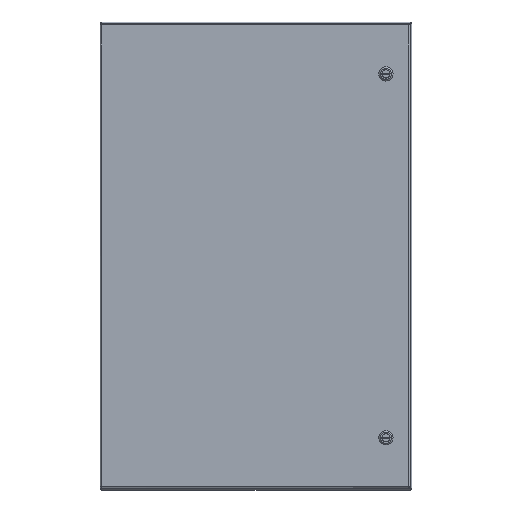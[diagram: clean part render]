
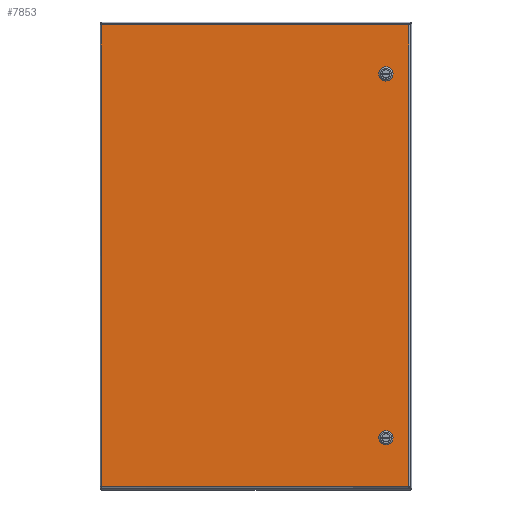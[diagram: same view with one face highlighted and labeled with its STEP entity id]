
A CAD part, top view. The second image highlights one B-rep face of the part: STEP entity #7853.
In plain terms, the highlighted face is planar.
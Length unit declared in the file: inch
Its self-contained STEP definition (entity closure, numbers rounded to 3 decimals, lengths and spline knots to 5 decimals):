
#5778=CARTESIAN_POINT('',(2.08762,4.275,0.0));
#5779=VERTEX_POINT('',#5778);
#5786=CARTESIAN_POINT('',(2.275,4.08762,0.0));
#5787=VERTEX_POINT('',#5786);
#5788=CARTESIAN_POINT('',(1.875,3.875,0.0));
#5789=DIRECTION('',(0.0,0.0,1.0));
#5790=DIRECTION('',(-0.469,-0.883,0.0));
#5791=AXIS2_PLACEMENT_3D('',#5788,#5789,#5790);
#5792=CIRCLE('',#5791,0.453);
#5793=EDGE_CURVE('',#5787,#5779,#5792,.T.);
#5818=CARTESIAN_POINT('',(2.275,3.66238,0.0));
#5819=VERTEX_POINT('',#5818);
#5820=CARTESIAN_POINT('',(2.275,3.66238,0.0));
#5821=DIRECTION('',(0.0,1.0,0.0));
#5822=VECTOR('',#5821,0.42525);
#5823=LINE('',#5820,#5822);
#5824=EDGE_CURVE('',#5819,#5787,#5823,.T.);
#5850=CARTESIAN_POINT('',(2.08762,3.475,0.0));
#5851=VERTEX_POINT('',#5850);
#5852=CARTESIAN_POINT('',(1.875,3.875,0.0));
#5853=DIRECTION('',(0.0,0.0,1.0));
#5854=DIRECTION('',(-0.883,0.469,0.0));
#5855=AXIS2_PLACEMENT_3D('',#5852,#5853,#5854);
#5856=CIRCLE('',#5855,0.453);
#5857=EDGE_CURVE('',#5851,#5819,#5856,.T.);
#5882=CARTESIAN_POINT('',(1.66238,3.475,0.0));
#5883=VERTEX_POINT('',#5882);
#5884=CARTESIAN_POINT('',(1.66238,3.475,0.0));
#5885=DIRECTION('',(1.0,0.0,0.0));
#5886=VECTOR('',#5885,0.42525);
#5887=LINE('',#5884,#5886);
#5888=EDGE_CURVE('',#5883,#5851,#5887,.T.);
#5914=CARTESIAN_POINT('',(1.475,3.66238,0.0));
#5915=VERTEX_POINT('',#5914);
#5916=CARTESIAN_POINT('',(1.875,3.875,0.0));
#5917=DIRECTION('',(0.0,0.0,1.0));
#5918=DIRECTION('',(0.469,0.883,0.0));
#5919=AXIS2_PLACEMENT_3D('',#5916,#5917,#5918);
#5920=CIRCLE('',#5919,0.453);
#5921=EDGE_CURVE('',#5915,#5883,#5920,.T.);
#5946=CARTESIAN_POINT('',(1.475,4.08762,0.0));
#5947=VERTEX_POINT('',#5946);
#5948=CARTESIAN_POINT('',(1.475,4.08762,0.0));
#5949=DIRECTION('',(0.0,-1.0,0.0));
#5950=VECTOR('',#5949,0.42525);
#5951=LINE('',#5948,#5950);
#5952=EDGE_CURVE('',#5947,#5915,#5951,.T.);
#5978=CARTESIAN_POINT('',(1.66238,4.275,0.0));
#5979=VERTEX_POINT('',#5978);
#5980=CARTESIAN_POINT('',(1.875,3.875,0.0));
#5981=DIRECTION('',(0.0,0.0,1.0));
#5982=DIRECTION('',(0.883,-0.469,0.0));
#5983=AXIS2_PLACEMENT_3D('',#5980,#5981,#5982);
#5984=CIRCLE('',#5983,0.453);
#5985=EDGE_CURVE('',#5979,#5947,#5984,.T.);
#6008=CARTESIAN_POINT('',(2.08762,4.275,0.0));
#6009=DIRECTION('',(-1.0,0.0,0.0));
#6010=VECTOR('',#6009,0.42525);
#6011=LINE('',#6008,#6010);
#6012=EDGE_CURVE('',#5779,#5979,#6011,.T.);
#6034=CARTESIAN_POINT('',(2.08762,32.275,0.0));
#6035=VERTEX_POINT('',#6034);
#6042=CARTESIAN_POINT('',(2.275,32.08762,0.0));
#6043=VERTEX_POINT('',#6042);
#6044=CARTESIAN_POINT('',(1.875,31.875,0.0));
#6045=DIRECTION('',(0.0,0.0,1.0));
#6046=DIRECTION('',(-0.469,-0.883,0.0));
#6047=AXIS2_PLACEMENT_3D('',#6044,#6045,#6046);
#6048=CIRCLE('',#6047,0.453);
#6049=EDGE_CURVE('',#6043,#6035,#6048,.T.);
#6074=CARTESIAN_POINT('',(2.275,31.66238,0.0));
#6075=VERTEX_POINT('',#6074);
#6076=CARTESIAN_POINT('',(2.275,31.66238,0.0));
#6077=DIRECTION('',(0.0,1.0,0.0));
#6078=VECTOR('',#6077,0.42525);
#6079=LINE('',#6076,#6078);
#6080=EDGE_CURVE('',#6075,#6043,#6079,.T.);
#6106=CARTESIAN_POINT('',(2.08762,31.475,0.0));
#6107=VERTEX_POINT('',#6106);
#6108=CARTESIAN_POINT('',(1.875,31.875,0.0));
#6109=DIRECTION('',(0.0,0.0,1.0));
#6110=DIRECTION('',(-0.883,0.469,0.0));
#6111=AXIS2_PLACEMENT_3D('',#6108,#6109,#6110);
#6112=CIRCLE('',#6111,0.453);
#6113=EDGE_CURVE('',#6107,#6075,#6112,.T.);
#6138=CARTESIAN_POINT('',(1.66238,31.475,0.0));
#6139=VERTEX_POINT('',#6138);
#6140=CARTESIAN_POINT('',(1.66238,31.475,0.0));
#6141=DIRECTION('',(1.0,0.0,0.0));
#6142=VECTOR('',#6141,0.42525);
#6143=LINE('',#6140,#6142);
#6144=EDGE_CURVE('',#6139,#6107,#6143,.T.);
#6170=CARTESIAN_POINT('',(1.475,31.66238,0.0));
#6171=VERTEX_POINT('',#6170);
#6172=CARTESIAN_POINT('',(1.875,31.875,0.0));
#6173=DIRECTION('',(0.0,0.0,1.0));
#6174=DIRECTION('',(0.469,0.883,0.0));
#6175=AXIS2_PLACEMENT_3D('',#6172,#6173,#6174);
#6176=CIRCLE('',#6175,0.453);
#6177=EDGE_CURVE('',#6171,#6139,#6176,.T.);
#6202=CARTESIAN_POINT('',(1.475,32.08762,0.0));
#6203=VERTEX_POINT('',#6202);
#6204=CARTESIAN_POINT('',(1.475,32.08762,0.0));
#6205=DIRECTION('',(0.0,-1.0,0.0));
#6206=VECTOR('',#6205,0.42525);
#6207=LINE('',#6204,#6206);
#6208=EDGE_CURVE('',#6203,#6171,#6207,.T.);
#6234=CARTESIAN_POINT('',(1.66238,32.275,0.0));
#6235=VERTEX_POINT('',#6234);
#6236=CARTESIAN_POINT('',(1.875,31.875,0.0));
#6237=DIRECTION('',(0.0,0.0,1.0));
#6238=DIRECTION('',(0.883,-0.469,0.0));
#6239=AXIS2_PLACEMENT_3D('',#6236,#6237,#6238);
#6240=CIRCLE('',#6239,0.453);
#6241=EDGE_CURVE('',#6235,#6203,#6240,.T.);
#6264=CARTESIAN_POINT('',(2.08762,32.275,0.0));
#6265=DIRECTION('',(-1.0,0.0,0.0));
#6266=VECTOR('',#6265,0.42525);
#6267=LINE('',#6264,#6266);
#6268=EDGE_CURVE('',#6035,#6235,#6267,.T.);
#6851=CARTESIAN_POINT('',(23.76975,0.10525,0.));
#6852=VERTEX_POINT('',#6851);
#6863=CARTESIAN_POINT('',(23.76975,35.64475,0.));
#6864=VERTEX_POINT('',#6863);
#6865=CARTESIAN_POINT('',(23.76975,35.64475,0.0));
#6866=DIRECTION('',(0.0,-1.0,0.0));
#6867=VECTOR('',#6866,35.5395);
#6868=LINE('',#6865,#6867);
#6869=EDGE_CURVE('',#6864,#6852,#6868,.T.);
#7021=CARTESIAN_POINT('',(0.10525,0.10525,0.));
#7022=VERTEX_POINT('',#7021);
#7033=CARTESIAN_POINT('',(23.76975,0.10525,0.0));
#7034=DIRECTION('',(-1.0,0.0,0.0));
#7035=VECTOR('',#7034,23.6645);
#7036=LINE('',#7033,#7035);
#7037=EDGE_CURVE('',#6852,#7022,#7036,.T.);
#7298=CARTESIAN_POINT('',(0.10525,35.64475,0.));
#7299=VERTEX_POINT('',#7298);
#7310=CARTESIAN_POINT('',(0.10525,0.10525,0.0));
#7311=DIRECTION('',(0.0,1.0,0.0));
#7312=VECTOR('',#7311,35.5395);
#7313=LINE('',#7310,#7312);
#7314=EDGE_CURVE('',#7022,#7299,#7313,.T.);
#7579=CARTESIAN_POINT('',(0.10525,35.64475,0.0));
#7580=DIRECTION('',(1.0,0.0,0.0));
#7581=VECTOR('',#7580,23.6645);
#7582=LINE('',#7579,#7581);
#7583=EDGE_CURVE('',#7299,#6864,#7582,.T.);
#7822=CARTESIAN_POINT('',(11.9375,17.875,0.0));
#7823=DIRECTION('',(0.0,0.0,1.0));
#7824=DIRECTION('',(1.0,0.0,0.0));
#7825=AXIS2_PLACEMENT_3D('',#7822,#7823,#7824);
#7826=PLANE('',#7825);
#7827=ORIENTED_EDGE('',*,*,#6869,.T.);
#7828=ORIENTED_EDGE('',*,*,#7037,.T.);
#7829=ORIENTED_EDGE('',*,*,#7314,.T.);
#7830=ORIENTED_EDGE('',*,*,#7583,.T.);
#7831=EDGE_LOOP('',(#7827,#7828,#7829,#7830));
#7832=FACE_OUTER_BOUND('',#7831,.T.);
#7833=ORIENTED_EDGE('',*,*,#5793,.T.);
#7834=ORIENTED_EDGE('',*,*,#6012,.T.);
#7835=ORIENTED_EDGE('',*,*,#5985,.T.);
#7836=ORIENTED_EDGE('',*,*,#5952,.T.);
#7837=ORIENTED_EDGE('',*,*,#5921,.T.);
#7838=ORIENTED_EDGE('',*,*,#5888,.T.);
#7839=ORIENTED_EDGE('',*,*,#5857,.T.);
#7840=ORIENTED_EDGE('',*,*,#5824,.T.);
#7841=EDGE_LOOP('',(#7833,#7834,#7835,#7836,#7837,#7838,#7839,#7840));
#7842=FACE_BOUND('',#7841,.T.);
#7843=ORIENTED_EDGE('',*,*,#6049,.T.);
#7844=ORIENTED_EDGE('',*,*,#6268,.T.);
#7845=ORIENTED_EDGE('',*,*,#6241,.T.);
#7846=ORIENTED_EDGE('',*,*,#6208,.T.);
#7847=ORIENTED_EDGE('',*,*,#6177,.T.);
#7848=ORIENTED_EDGE('',*,*,#6144,.T.);
#7849=ORIENTED_EDGE('',*,*,#6113,.T.);
#7850=ORIENTED_EDGE('',*,*,#6080,.T.);
#7851=EDGE_LOOP('',(#7843,#7844,#7845,#7846,#7847,#7848,#7849,#7850));
#7852=FACE_BOUND('',#7851,.T.);
#7853=ADVANCED_FACE('',(#7832,#7842,#7852),#7826,.F.);
